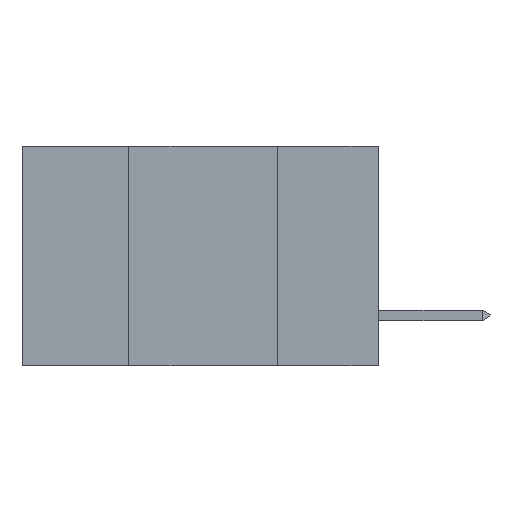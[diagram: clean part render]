
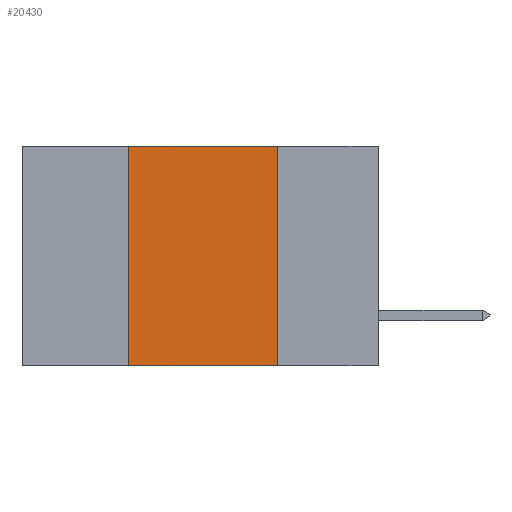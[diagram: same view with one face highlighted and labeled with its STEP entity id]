
A CAD part, left-side view. The second image highlights one B-rep face of the part: STEP entity #20430.
In plain terms, the highlighted planar face has unit normal (-1, 0, 0).
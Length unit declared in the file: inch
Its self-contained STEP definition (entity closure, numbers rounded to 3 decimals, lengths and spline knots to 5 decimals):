
#45 = DIRECTION ( 'NONE',  ( 0., -1., 0. ) ) ;
#843 = ORIENTED_EDGE ( 'NONE', *, *, #4710, .F. ) ;
#1459 = CARTESIAN_POINT ( 'NONE',  ( 0., 0.17, 0. ) ) ;
#3550 = VECTOR ( 'NONE', #45, 39.37008 ) ;
#4660 = FACE_OUTER_BOUND ( 'NONE', #15061, .T. ) ;
#4710 = EDGE_CURVE ( 'NONE', #11252, #12146, #8150, .T. ) ;
#5052 = CARTESIAN_POINT ( 'NONE',  ( 0., 0.42, 0. ) ) ;
#5209 = ORIENTED_EDGE ( 'NONE', *, *, #10512, .F. ) ;
#5478 = LINE ( 'NONE', #7755, #19315 ) ;
#6139 = ORIENTED_EDGE ( 'NONE', *, *, #6601, .T. ) ;
#6601 = EDGE_CURVE ( 'NONE', #11252, #13500, #5478, .T. ) ;
#7273 = PLANE ( 'NONE',  #12566 ) ;
#7755 = CARTESIAN_POINT ( 'NONE',  ( 0., 0.6, -0.37 ) ) ;
#7903 = DIRECTION ( 'NONE',  ( 0., -1., 0. ) ) ;
#8051 = VECTOR ( 'NONE', #12916, 39.37008 ) ;
#8150 = LINE ( 'NONE', #5052, #20174 ) ;
#8454 = CARTESIAN_POINT ( 'NONE',  ( 0., 0.42, -0.37 ) ) ;
#9041 = CARTESIAN_POINT ( 'NONE',  ( 0., 0.6, 0. ) ) ;
#9099 = ORIENTED_EDGE ( 'NONE', *, *, #19057, .F. ) ;
#9112 = DIRECTION ( 'NONE',  ( 0., 0., -1. ) ) ;
#10512 = EDGE_CURVE ( 'NONE', #21124, #13500, #17215, .T. ) ;
#10630 = DIRECTION ( 'NONE',  ( 1., 0., 0. ) ) ;
#11252 = VERTEX_POINT ( 'NONE', #8454 ) ;
#12146 = VERTEX_POINT ( 'NONE', #14580 ) ;
#12566 = AXIS2_PLACEMENT_3D ( 'NONE', #9041, #10630, #9112 ) ;
#12916 = DIRECTION ( 'NONE',  ( 0., 0., -1. ) ) ;
#13500 = VERTEX_POINT ( 'NONE', #13557 ) ;
#13557 = CARTESIAN_POINT ( 'NONE',  ( 0., 0.17, -0.37 ) ) ;
#14580 = CARTESIAN_POINT ( 'NONE',  ( 0., 0.42, 0. ) ) ;
#15061 = EDGE_LOOP ( 'NONE', ( #5209, #9099, #843, #6139 ) ) ;
#15324 = LINE ( 'NONE', #16305, #3550 ) ;
#16305 = CARTESIAN_POINT ( 'NONE',  ( 0., 0.6, 0. ) ) ;
#17215 = LINE ( 'NONE', #19558, #8051 ) ;
#19057 = EDGE_CURVE ( 'NONE', #12146, #21124, #15324, .T. ) ;
#19315 = VECTOR ( 'NONE', #7903, 39.37008 ) ;
#19558 = CARTESIAN_POINT ( 'NONE',  ( 0., 0.17, 0. ) ) ;
#19810 = DIRECTION ( 'NONE',  ( 0., 0., 1. ) ) ;
#20174 = VECTOR ( 'NONE', #19810, 39.37008 ) ;
#20430 = ADVANCED_FACE ( 'NONE', ( #4660 ), #7273, .F. ) ;
#21124 = VERTEX_POINT ( 'NONE', #1459 ) ;
